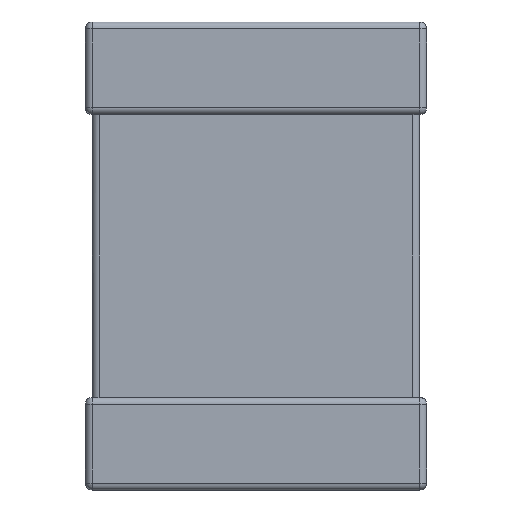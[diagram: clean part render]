
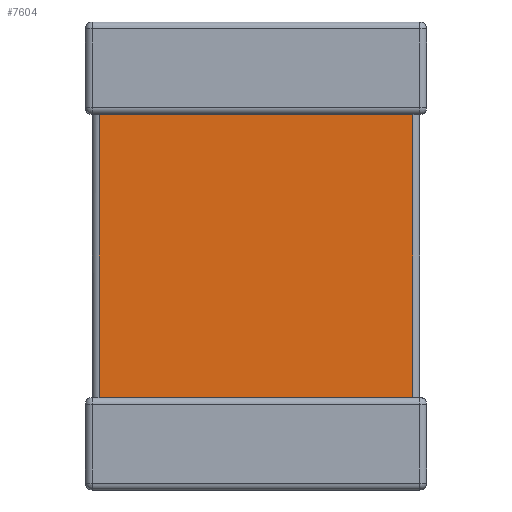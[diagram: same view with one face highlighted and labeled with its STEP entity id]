
A CAD part, left-side view. The second image highlights one B-rep face of the part: STEP entity #7604.
In plain terms, the highlighted planar face has unit normal (-1, 0, 0).
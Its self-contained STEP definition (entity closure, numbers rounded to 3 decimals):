
#363 = LINE ( 'NONE', #4450, #6373 ) ;
#541 = EDGE_CURVE ( 'NONE', #8309, #10397, #363, .T. ) ;
#810 = DIRECTION ( 'NONE',  ( 0., 1., 0. ) ) ;
#1569 = CARTESIAN_POINT ( 'NONE',  ( 0.07, 0.14, -0.95 ) ) ;
#1595 = ORIENTED_EDGE ( 'NONE', *, *, #8133, .T. ) ;
#1719 = EDGE_CURVE ( 'NONE', #6940, #11699, #3539, .T. ) ;
#2096 = VECTOR ( 'NONE', #7313, 1000. ) ;
#2704 = VECTOR ( 'NONE', #810, 1000. ) ;
#3539 = LINE ( 'NONE', #7628, #3955 ) ;
#3730 = DIRECTION ( 'NONE',  ( 0., 0., 1. ) ) ;
#3955 = VECTOR ( 'NONE', #3730, 1000. ) ;
#4198 = ORIENTED_EDGE ( 'NONE', *, *, #541, .T. ) ;
#4299 = LINE ( 'NONE', #7447, #2096 ) ;
#4450 = CARTESIAN_POINT ( 'NONE',  ( 0.07, 3.36, -3.85 ) ) ;
#4733 = PLANE ( 'NONE',  #6741 ) ;
#4875 = CARTESIAN_POINT ( 'NONE',  ( 0.07, 0., -3.85 ) ) ;
#5473 = ORIENTED_EDGE ( 'NONE', *, *, #9133, .F. ) ;
#5943 = FACE_OUTER_BOUND ( 'NONE', #6551, .T. ) ;
#6373 = VECTOR ( 'NONE', #11477, 1000. ) ;
#6551 = EDGE_LOOP ( 'NONE', ( #5473, #10680, #1595, #4198 ) ) ;
#6741 = AXIS2_PLACEMENT_3D ( 'NONE', #4875, #7883, #8831 ) ;
#6940 = VERTEX_POINT ( 'NONE', #9666 ) ;
#7313 = DIRECTION ( 'NONE',  ( 0., 1., 0. ) ) ;
#7447 = CARTESIAN_POINT ( 'NONE',  ( 0.07, 0., -3.85 ) ) ;
#7604 = ADVANCED_FACE ( 'NONE', ( #5943 ), #4733, .T. ) ;
#7628 = CARTESIAN_POINT ( 'NONE',  ( 0.07, 0.14, -3.85 ) ) ;
#7883 = DIRECTION ( 'NONE',  ( -1., 0., 0. ) ) ;
#8133 = EDGE_CURVE ( 'NONE', #11699, #8309, #9862, .T. ) ;
#8309 = VERTEX_POINT ( 'NONE', #11375 ) ;
#8831 = DIRECTION ( 'NONE',  ( 0., -1., 0. ) ) ;
#8888 = CARTESIAN_POINT ( 'NONE',  ( 0.07, 3.36, -3.85 ) ) ;
#9133 = EDGE_CURVE ( 'NONE', #6940, #10397, #4299, .T. ) ;
#9666 = CARTESIAN_POINT ( 'NONE',  ( 0.07, 0.14, -3.85 ) ) ;
#9862 = LINE ( 'NONE', #9999, #2704 ) ;
#9999 = CARTESIAN_POINT ( 'NONE',  ( 0.07, 0., -0.95 ) ) ;
#10397 = VERTEX_POINT ( 'NONE', #8888 ) ;
#10680 = ORIENTED_EDGE ( 'NONE', *, *, #1719, .T. ) ;
#11375 = CARTESIAN_POINT ( 'NONE',  ( 0.07, 3.36, -0.95 ) ) ;
#11477 = DIRECTION ( 'NONE',  ( 0., 0., -1. ) ) ;
#11699 = VERTEX_POINT ( 'NONE', #1569 ) ;
